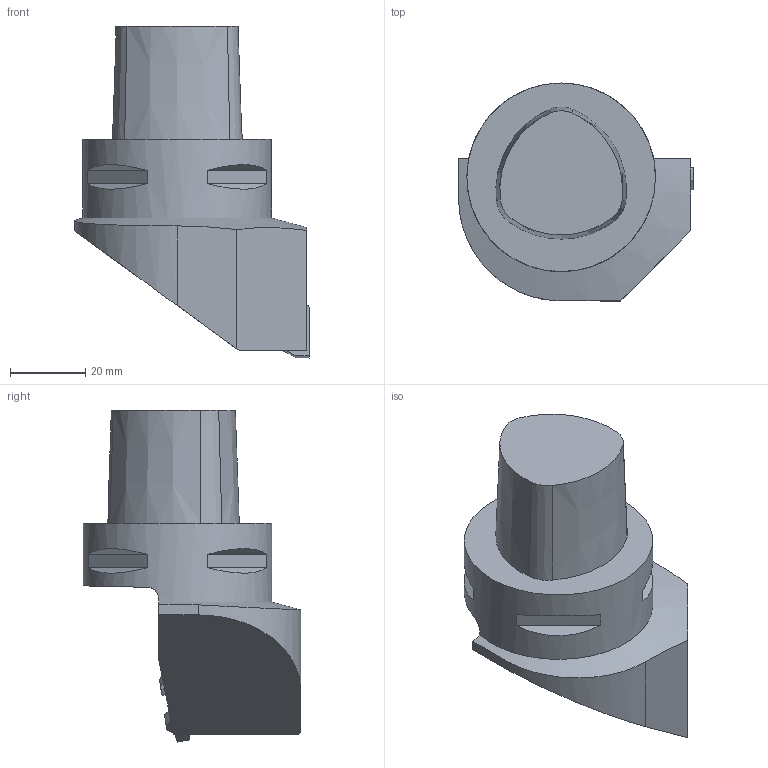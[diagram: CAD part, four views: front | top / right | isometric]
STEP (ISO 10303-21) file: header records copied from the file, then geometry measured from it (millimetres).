
FILE_DESCRIPTION(/* description */ (''),/* implementation_level */ '2;1');
FILE_NAME(/* name */ 'C5-CEL-35060-16CHD.stp',/* time_stamp */ '2018-02-15T16:15:57+06:00',/* author */ (''),/* organization */ (''),/* preprocessor_version */ 'ST-DEVELOPER v16',/* originating_system */ 'SIEMENS PLM Software NX 11.0',/* authorisation */ '');
FILE_SCHEMA (('AUTOMOTIVE_DESIGN { 1 0 10303 214 3 1 1 1 }'));
Length unit declared in the file: millimetre
Products named in the file (1): inpu0553ixem
Bounding box: 62.25 x 57.7 x 88 mm (x, y, z)
Volume: 109912.1 mm3; surface area: 18100.1 mm2
Topology: 3 solids, 3 shells, 54 faces, 133 edges, 89 vertices
Faces by surface type: plane 42, cone 7, cylinder 5
Full cylindrical faces by diameter (mm): 50 x1
Entity records: 1692 total; most frequent: CARTESIAN_POINT 337, DIRECTION 265, ORIENTED_EDGE 262, EDGE_CURVE 131, LINE 93, VECTOR 93, VERTEX_POINT 88, AXIS2_PLACEMENT_3D 86
